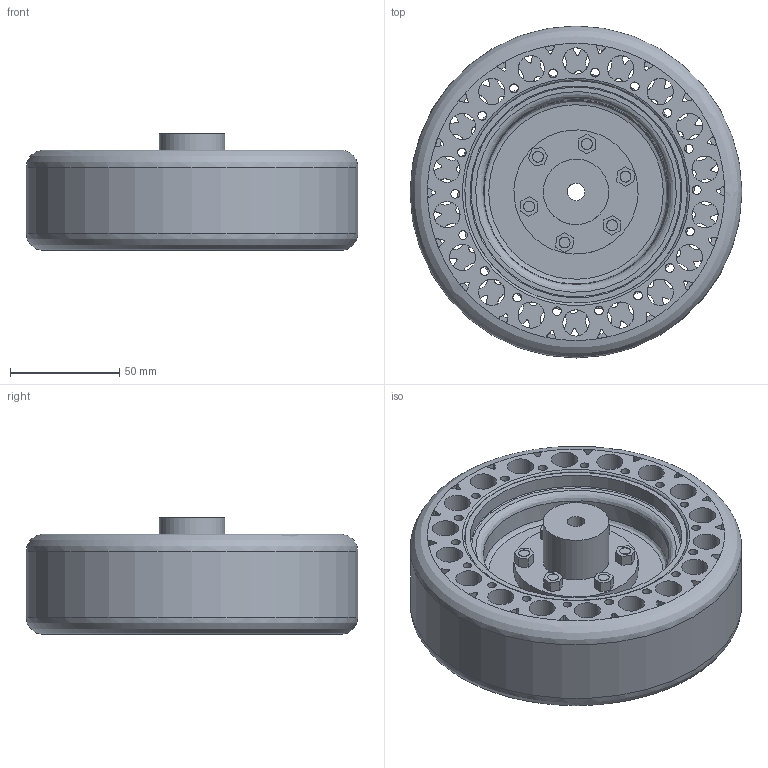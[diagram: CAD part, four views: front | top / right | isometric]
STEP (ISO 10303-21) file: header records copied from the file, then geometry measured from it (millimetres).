
FILE_DESCRIPTION( ('This file contains a STEP AP42 implementation' ,'as created by ZW3D STEP Interface translator.') ,'2;1' );
FILE_NAME( '6渡瑚恮謫.stp' ,'211215.15 029', (''), ('ZWCAD Software Co.'), 'Version 1.0', 'ZW3D to STEP translator', '' );
FILE_SCHEMA(('AUTOMOTIVE_DESIGN { 1 0 10303 214 1 1 1 1 }'));
Length unit declared in the file: millimetre
Products named in the file (2): 0; 6渡瑚恮謫
Bounding box: 152 x 152 x 53.56 mm (x, y, z)
Volume: 475350.7 mm3; surface area: 172659.6 mm2
Topology: 23 solids, 23 shells, 567 faces, 1893 edges, 1256 vertices
Faces by surface type: plane 314, cylinder 231, bspline 18, cone 4
Full cylindrical faces by diameter (mm): 4 x36, 5 x13, 5.2 x18, 7.86 x6, 8 x2, 12 x36, 26 x2, 30 x1, 56.9 x1, 90 x1, 97 x2, 102 x4, 152 x1
Entity records: 23073 total; most frequent: CARTESIAN_POINT 5110, ORIENTED_EDGE 3786, DIRECTION 3684, EDGE_CURVE 1893, AXIS2_PLACEMENT_3D 1417, VERTEX_POINT 1256, CIRCLE 867, VECTOR 850
